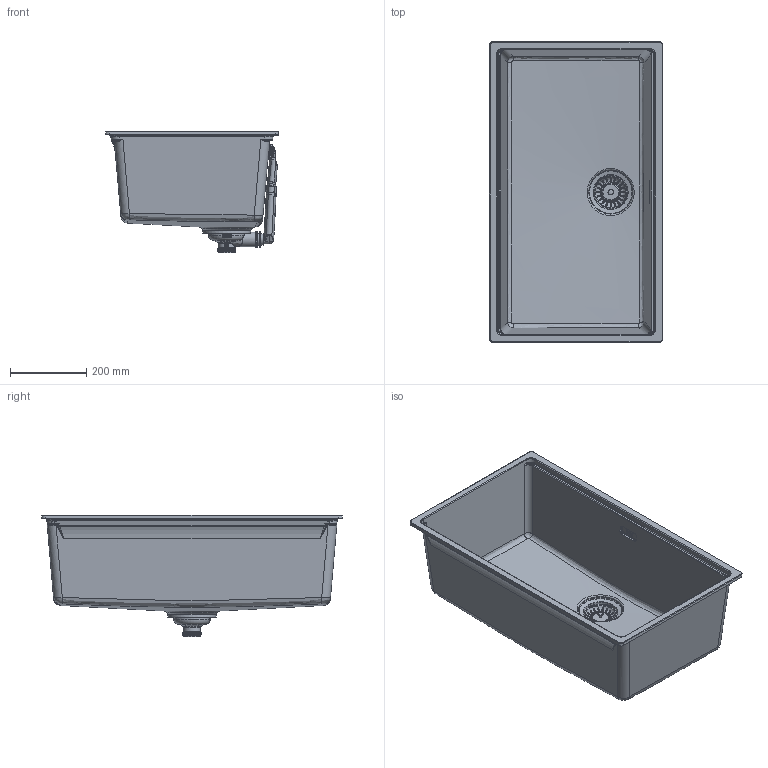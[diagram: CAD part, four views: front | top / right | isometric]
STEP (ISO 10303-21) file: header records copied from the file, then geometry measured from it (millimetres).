
FILE_DESCRIPTION(/* description */ (''),/* implementation_level */ '2;1');
FILE_NAME(/* name */ '20253582_ipt_000.step',/* time_stamp */ '2023-06-19T18:25:53+02:00',/* author */ (''),/* organization */ (''),/* preprocessor_version */ 'ST-DEVELOPER v19.2',/* originating_system */ 'Autodesk Inventor 2023',/* authorisation */ '');
FILE_SCHEMA (('AUTOMOTIVE_DESIGN { 1 0 10303 214 3 1 1 }'));
Products named in the file (1): Standard
Bounding box: 453.2 x 787.58 x 318.09 mm (x, y, z)
Volume: 7055921.4 mm3; surface area: 1720531.2 mm2
Topology: 4 solids, 9 shells, 2083 faces, 5730 edges, 3695 vertices
Faces by surface type: plane 1323, cylinder 340, bspline 240, torus 105, cone 65, sphere 10
Full cylindrical faces by diameter (mm): 4.125 x1, 12 x1, 14.3 x1, 23.8 x1, 24 x1, 30 x3, 35.585 x1, 38 x1, 39 x1, 42 x3, 44.5 x5, 45 x1, 47.4 x3, 84 x1, 126 x1
Entity records: 77685 total; most frequent: CARTESIAN_POINT 25378, ORIENTED_EDGE 11406, DIRECTION 10508, EDGE_CURVE 5703, AXIS2_PLACEMENT_3D 3808, VERTEX_POINT 3695, LINE 2892, VECTOR 2892
